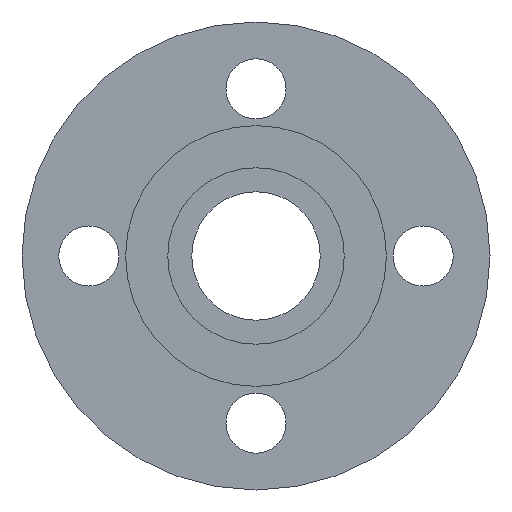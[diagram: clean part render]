
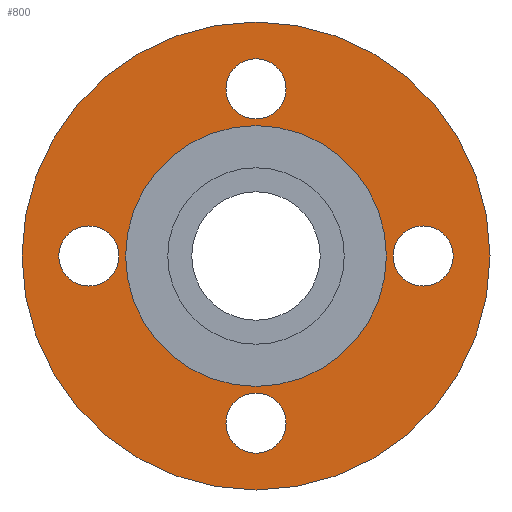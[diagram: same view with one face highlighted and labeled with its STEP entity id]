
A CAD part, front view. The second image highlights one B-rep face of the part: STEP entity #800.
In plain terms, the highlighted planar face has unit normal (0, -1, 0).
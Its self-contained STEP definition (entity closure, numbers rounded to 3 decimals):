
#5 = CARTESIAN_POINT ( 'NONE',  ( 50., 5., 0. ) ) ;
#6 = VERTEX_POINT ( 'NONE', #656 ) ;
#18 = EDGE_CURVE ( 'NONE', #237, #827, #517, .T. ) ;
#21 = CARTESIAN_POINT ( 'NONE',  ( 0., 5., 0. ) ) ;
#25 = DIRECTION ( 'NONE',  ( 0., 1., 0. ) ) ;
#26 = DIRECTION ( 'NONE',  ( 0., 0., 1. ) ) ;
#41 = VERTEX_POINT ( 'NONE', #801 ) ;
#47 = CARTESIAN_POINT ( 'NONE',  ( 0., 5., 70. ) ) ;
#48 = DIRECTION ( 'NONE',  ( 0., -1., 0. ) ) ;
#49 = AXIS2_PLACEMENT_3D ( 'NONE', #708, #25, #93 ) ;
#52 = ORIENTED_EDGE ( 'NONE', *, *, #329, .F. ) ;
#60 = CARTESIAN_POINT ( 'NONE',  ( 0., 5., -50. ) ) ;
#61 = AXIS2_PLACEMENT_3D ( 'NONE', #537, #253, #806 ) ;
#64 = EDGE_CURVE ( 'NONE', #6, #41, #519, .T. ) ;
#73 = EDGE_CURVE ( 'NONE', #331, #688, #176, .T. ) ;
#74 = DIRECTION ( 'NONE',  ( 0., 0., -1. ) ) ;
#83 = EDGE_CURVE ( 'NONE', #807, #462, #824, .T. ) ;
#86 = AXIS2_PLACEMENT_3D ( 'NONE', #288, #496, #26 ) ;
#93 = DIRECTION ( 'NONE',  ( 0., 0., 1. ) ) ;
#96 = EDGE_LOOP ( 'NONE', ( #787, #752 ) ) ;
#147 = EDGE_CURVE ( 'NONE', #688, #331, #315, .T. ) ;
#148 = FACE_BOUND ( 'NONE', #403, .T. ) ;
#176 = CIRCLE ( 'NONE', #566, 9. ) ;
#180 = EDGE_LOOP ( 'NONE', ( #274, #559 ) ) ;
#194 = ORIENTED_EDGE ( 'NONE', *, *, #261, .T. ) ;
#198 = VERTEX_POINT ( 'NONE', #368 ) ;
#219 = CARTESIAN_POINT ( 'NONE',  ( 50., 5., 9. ) ) ;
#220 = VERTEX_POINT ( 'NONE', #359 ) ;
#228 = EDGE_LOOP ( 'NONE', ( #52, #362 ) ) ;
#237 = VERTEX_POINT ( 'NONE', #337 ) ;
#241 = AXIS2_PLACEMENT_3D ( 'NONE', #836, #769, #459 ) ;
#248 = DIRECTION ( 'NONE',  ( 0., 0., -1. ) ) ;
#253 = DIRECTION ( 'NONE',  ( 0., -1., 0. ) ) ;
#260 = DIRECTION ( 'NONE',  ( 0., 0., -1. ) ) ;
#261 = EDGE_CURVE ( 'NONE', #41, #6, #860, .T. ) ;
#274 = ORIENTED_EDGE ( 'NONE', *, *, #717, .F. ) ;
#277 = CIRCLE ( 'NONE', #49, 70. ) ;
#282 = CARTESIAN_POINT ( 'NONE',  ( 0., 5., -59. ) ) ;
#286 = AXIS2_PLACEMENT_3D ( 'NONE', #461, #756, #330 ) ;
#288 = CARTESIAN_POINT ( 'NONE',  ( 0., 5., 0. ) ) ;
#292 = DIRECTION ( 'NONE',  ( 0., 0., -1. ) ) ;
#301 = ORIENTED_EDGE ( 'NONE', *, *, #64, .T. ) ;
#306 = DIRECTION ( 'NONE',  ( 0., -1., 0. ) ) ;
#312 = CARTESIAN_POINT ( 'NONE',  ( 0., 5., 50. ) ) ;
#315 = CIRCLE ( 'NONE', #430, 9. ) ;
#319 = DIRECTION ( 'NONE',  ( 0., 0., -1. ) ) ;
#329 = EDGE_CURVE ( 'NONE', #198, #716, #426, .T. ) ;
#330 = DIRECTION ( 'NONE',  ( 0., 0., 1. ) ) ;
#331 = VERTEX_POINT ( 'NONE', #433 ) ;
#334 = EDGE_LOOP ( 'NONE', ( #663, #640 ) ) ;
#335 = CARTESIAN_POINT ( 'NONE',  ( 50., 5., 0. ) ) ;
#337 = CARTESIAN_POINT ( 'NONE',  ( 0., 5., 41. ) ) ;
#359 = CARTESIAN_POINT ( 'NONE',  ( 0., 5., -70. ) ) ;
#362 = ORIENTED_EDGE ( 'NONE', *, *, #553, .F. ) ;
#368 = CARTESIAN_POINT ( 'NONE',  ( 50., 5., -9. ) ) ;
#403 = EDGE_LOOP ( 'NONE', ( #301, #194 ) ) ;
#426 = CIRCLE ( 'NONE', #802, 9. ) ;
#427 = FACE_BOUND ( 'NONE', #628, .T. ) ;
#430 = AXIS2_PLACEMENT_3D ( 'NONE', #734, #883, #260 ) ;
#431 = EDGE_CURVE ( 'NONE', #827, #237, #489, .T. ) ;
#433 = CARTESIAN_POINT ( 'NONE',  ( 0., 5., -41. ) ) ;
#434 = AXIS2_PLACEMENT_3D ( 'NONE', #21, #781, #699 ) ;
#451 = DIRECTION ( 'NONE',  ( 0., 0., -1. ) ) ;
#459 = DIRECTION ( 'NONE',  ( 0., 0., -1. ) ) ;
#461 = CARTESIAN_POINT ( 'NONE',  ( 0., 5., 0. ) ) ;
#462 = VERTEX_POINT ( 'NONE', #655 ) ;
#464 = CIRCLE ( 'NONE', #629, 9. ) ;
#489 = CIRCLE ( 'NONE', #648, 9. ) ;
#490 = FACE_BOUND ( 'NONE', #96, .T. ) ;
#496 = DIRECTION ( 'NONE',  ( 0., 1., 0. ) ) ;
#517 = CIRCLE ( 'NONE', #565, 9. ) ;
#519 = CIRCLE ( 'NONE', #286, 39. ) ;
#537 = CARTESIAN_POINT ( 'NONE',  ( -50., 5., 0. ) ) ;
#553 = EDGE_CURVE ( 'NONE', #716, #198, #605, .T. ) ;
#558 = CIRCLE ( 'NONE', #434, 70. ) ;
#559 = ORIENTED_EDGE ( 'NONE', *, *, #719, .F. ) ;
#564 = PLANE ( 'NONE',  #241 ) ;
#565 = AXIS2_PLACEMENT_3D ( 'NONE', #312, #593, #451 ) ;
#566 = AXIS2_PLACEMENT_3D ( 'NONE', #60, #602, #666 ) ;
#582 = FACE_BOUND ( 'NONE', #228, .T. ) ;
#584 = ORIENTED_EDGE ( 'NONE', *, *, #431, .F. ) ;
#592 = CARTESIAN_POINT ( 'NONE',  ( 0., 5., 50. ) ) ;
#593 = DIRECTION ( 'NONE',  ( 0., -1., 0. ) ) ;
#599 = CARTESIAN_POINT ( 'NONE',  ( -50., 5., -9. ) ) ;
#602 = DIRECTION ( 'NONE',  ( 0., -1., 0. ) ) ;
#604 = CARTESIAN_POINT ( 'NONE',  ( -50., 5., 0. ) ) ;
#605 = CIRCLE ( 'NONE', #833, 9. ) ;
#628 = EDGE_LOOP ( 'NONE', ( #776, #584 ) ) ;
#629 = AXIS2_PLACEMENT_3D ( 'NONE', #604, #306, #248 ) ;
#640 = ORIENTED_EDGE ( 'NONE', *, *, #73, .F. ) ;
#648 = AXIS2_PLACEMENT_3D ( 'NONE', #592, #48, #319 ) ;
#655 = CARTESIAN_POINT ( 'NONE',  ( -50., 5., 9. ) ) ;
#656 = CARTESIAN_POINT ( 'NONE',  ( 0., 5., 39. ) ) ;
#663 = ORIENTED_EDGE ( 'NONE', *, *, #147, .F. ) ;
#666 = DIRECTION ( 'NONE',  ( 0., 0., -1. ) ) ;
#688 = VERTEX_POINT ( 'NONE', #282 ) ;
#696 = FACE_OUTER_BOUND ( 'NONE', #180, .T. ) ;
#699 = DIRECTION ( 'NONE',  ( 0., 0., 1. ) ) ;
#708 = CARTESIAN_POINT ( 'NONE',  ( 0., 5., 0. ) ) ;
#716 = VERTEX_POINT ( 'NONE', #219 ) ;
#717 = EDGE_CURVE ( 'NONE', #884, #220, #558, .T. ) ;
#719 = EDGE_CURVE ( 'NONE', #220, #884, #277, .T. ) ;
#734 = CARTESIAN_POINT ( 'NONE',  ( 0., 5., -50. ) ) ;
#752 = ORIENTED_EDGE ( 'NONE', *, *, #811, .F. ) ;
#756 = DIRECTION ( 'NONE',  ( 0., 1., 0. ) ) ;
#766 = FACE_BOUND ( 'NONE', #334, .T. ) ;
#769 = DIRECTION ( 'NONE',  ( 0., -1., 0. ) ) ;
#776 = ORIENTED_EDGE ( 'NONE', *, *, #18, .F. ) ;
#781 = DIRECTION ( 'NONE',  ( 0., 1., 0. ) ) ;
#787 = ORIENTED_EDGE ( 'NONE', *, *, #83, .F. ) ;
#800 = ADVANCED_FACE ( 'NONE', ( #582, #427, #490, #766, #148, #696 ), #564, .T. ) ;
#801 = CARTESIAN_POINT ( 'NONE',  ( 0., 5., -39. ) ) ;
#802 = AXIS2_PLACEMENT_3D ( 'NONE', #5, #846, #292 ) ;
#806 = DIRECTION ( 'NONE',  ( 0., 0., -1. ) ) ;
#807 = VERTEX_POINT ( 'NONE', #599 ) ;
#811 = EDGE_CURVE ( 'NONE', #462, #807, #464, .T. ) ;
#824 = CIRCLE ( 'NONE', #61, 9. ) ;
#827 = VERTEX_POINT ( 'NONE', #863 ) ;
#833 = AXIS2_PLACEMENT_3D ( 'NONE', #335, #885, #74 ) ;
#836 = CARTESIAN_POINT ( 'NONE',  ( 0., 5., 39. ) ) ;
#846 = DIRECTION ( 'NONE',  ( 0., -1., 0. ) ) ;
#860 = CIRCLE ( 'NONE', #86, 39. ) ;
#863 = CARTESIAN_POINT ( 'NONE',  ( 0., 5., 59. ) ) ;
#883 = DIRECTION ( 'NONE',  ( 0., -1., 0. ) ) ;
#884 = VERTEX_POINT ( 'NONE', #47 ) ;
#885 = DIRECTION ( 'NONE',  ( 0., -1., 0. ) ) ;
